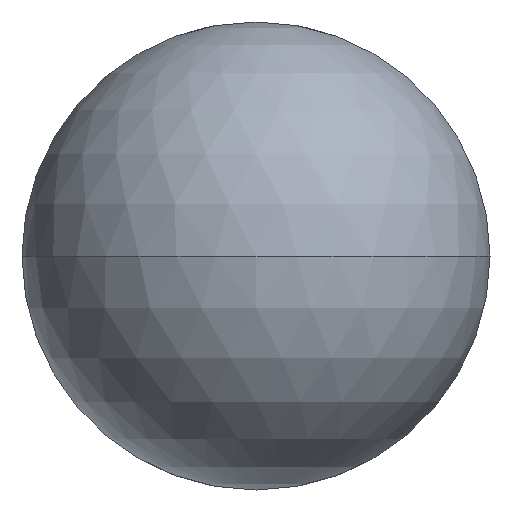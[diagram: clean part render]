
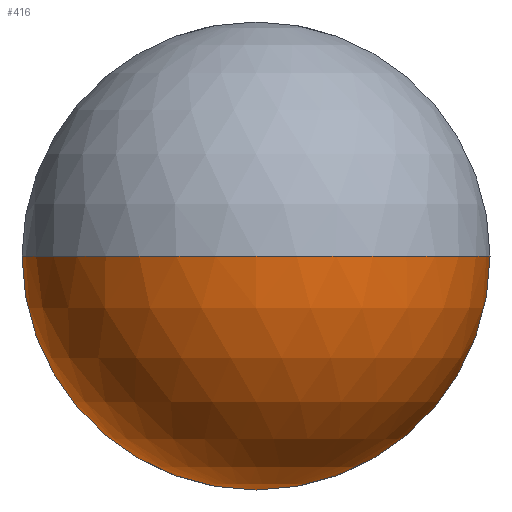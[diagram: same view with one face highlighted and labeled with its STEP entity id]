
A CAD part, front view. The second image highlights one B-rep face of the part: STEP entity #416.
In plain terms, the highlighted spherical face has radius 3.175 mm.
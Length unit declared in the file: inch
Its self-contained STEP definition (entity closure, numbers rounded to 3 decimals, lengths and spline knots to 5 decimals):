
#4 = DIRECTION ( 'NONE',  ( 0., -1., 0. ) ) ;
#21 = DIRECTION ( 'NONE',  ( 0., 0., -1. ) ) ;
#25 = CARTESIAN_POINT ( 'NONE',  ( 0., 0., 0. ) ) ;
#40 = DIRECTION ( 'NONE',  ( 0., -1., 0. ) ) ;
#48 = EDGE_CURVE ( 'NONE', #196, #519, #166, .T. ) ;
#56 = AXIS2_PLACEMENT_3D ( 'NONE', #25, #21, #60 ) ;
#60 = DIRECTION ( 'NONE',  ( -1., 0., 0. ) ) ;
#65 = CARTESIAN_POINT ( 'NONE',  ( 0., 0., 0. ) ) ;
#69 = AXIS2_PLACEMENT_3D ( 'NONE', #641, #4, #571 ) ;
#76 = ORIENTED_EDGE ( 'NONE', *, *, #261, .F. ) ;
#114 = CARTESIAN_POINT ( 'NONE',  ( 0., -0.125, 0. ) ) ;
#118 = AXIS2_PLACEMENT_3D ( 'NONE', #383, #839, #645 ) ;
#119 = DIRECTION ( 'NONE',  ( 0., 0., -1. ) ) ;
#123 = EDGE_CURVE ( 'NONE', #519, #284, #865, .T. ) ;
#128 = ORIENTED_EDGE ( 'NONE', *, *, #123, .T. ) ;
#166 = CIRCLE ( 'NONE', #69, 0.125 ) ;
#181 = CIRCLE ( 'NONE', #690, 0.125 ) ;
#196 = VERTEX_POINT ( 'NONE', #871 ) ;
#248 = DIRECTION ( 'NONE',  ( 0., 0., 1. ) ) ;
#259 = CARTESIAN_POINT ( 'NONE',  ( 0., 0., -0.125 ) ) ;
#260 = CARTESIAN_POINT ( 'NONE',  ( 0.125, 0., 0. ) ) ;
#261 = EDGE_CURVE ( 'NONE', #196, #543, #181, .T. ) ;
#284 = VERTEX_POINT ( 'NONE', #260 ) ;
#306 = EDGE_LOOP ( 'NONE', ( #873, #128, #551, #76 ) ) ;
#383 = CARTESIAN_POINT ( 'NONE',  ( 0., 0., 0. ) ) ;
#409 = CARTESIAN_POINT ( 'NONE',  ( 0., 0., 0. ) ) ;
#416 = ADVANCED_FACE ( 'NONE', ( #697 ), #428, .T. ) ;
#428 = SPHERICAL_SURFACE ( 'NONE', #118, 0.125 ) ;
#519 = VERTEX_POINT ( 'NONE', #259 ) ;
#543 = VERTEX_POINT ( 'NONE', #114 ) ;
#548 = DIRECTION ( 'NONE',  ( 1., 0., 0. ) ) ;
#551 = ORIENTED_EDGE ( 'NONE', *, *, #883, .T. ) ;
#571 = DIRECTION ( 'NONE',  ( 0., 0., -1. ) ) ;
#641 = CARTESIAN_POINT ( 'NONE',  ( 0., 0., 0. ) ) ;
#643 = CIRCLE ( 'NONE', #56, 0.125 ) ;
#645 = DIRECTION ( 'NONE',  ( -1., 0., 0. ) ) ;
#690 = AXIS2_PLACEMENT_3D ( 'NONE', #409, #248, #548 ) ;
#697 = FACE_OUTER_BOUND ( 'NONE', #306, .T. ) ;
#721 = AXIS2_PLACEMENT_3D ( 'NONE', #65, #40, #119 ) ;
#839 = DIRECTION ( 'NONE',  ( 0., 0., -1. ) ) ;
#865 = CIRCLE ( 'NONE', #721, 0.125 ) ;
#871 = CARTESIAN_POINT ( 'NONE',  ( -0.125, 0., 0. ) ) ;
#873 = ORIENTED_EDGE ( 'NONE', *, *, #48, .T. ) ;
#883 = EDGE_CURVE ( 'NONE', #284, #543, #643, .T. ) ;
